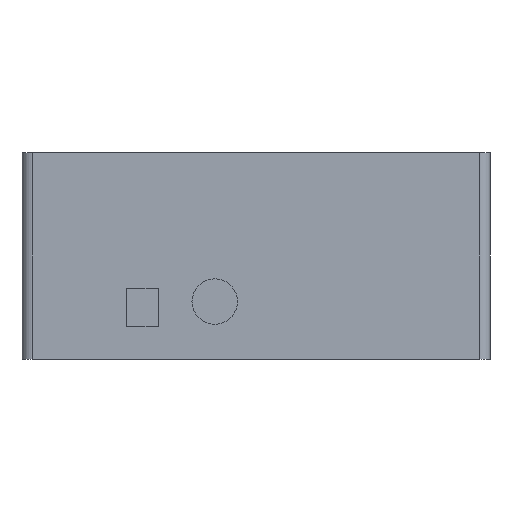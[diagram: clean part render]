
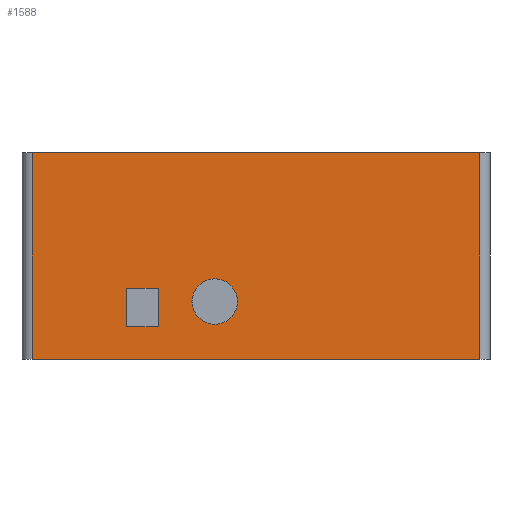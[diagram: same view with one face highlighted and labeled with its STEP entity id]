
A CAD part, front view. The second image highlights one B-rep face of the part: STEP entity #1588.
In plain terms, the highlighted planar face has unit normal (0, -1, 0).
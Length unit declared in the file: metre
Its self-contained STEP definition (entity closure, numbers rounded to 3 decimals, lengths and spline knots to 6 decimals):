
#61=CIRCLE('',#1741,0.0066);
#301=ORIENTED_EDGE('',*,*,#688,.F.);
#302=ORIENTED_EDGE('',*,*,#689,.T.);
#303=ORIENTED_EDGE('',*,*,#690,.T.);
#304=ORIENTED_EDGE('',*,*,#691,.F.);
#305=ORIENTED_EDGE('',*,*,#692,.F.);
#306=ORIENTED_EDGE('',*,*,#693,.F.);
#307=ORIENTED_EDGE('',*,*,#694,.F.);
#308=ORIENTED_EDGE('',*,*,#695,.T.);
#309=ORIENTED_EDGE('',*,*,#686,.T.);
#686=EDGE_CURVE('',#866,#865,#1018,.T.);
#688=EDGE_CURVE('',#867,#868,#1019,.T.);
#689=EDGE_CURVE('',#867,#869,#1020,.T.);
#690=EDGE_CURVE('',#869,#870,#1021,.T.);
#691=EDGE_CURVE('',#868,#870,#1022,.T.);
#692=EDGE_CURVE('',#871,#871,#61,.T.);
#693=EDGE_CURVE('',#872,#865,#1023,.T.);
#694=EDGE_CURVE('',#873,#872,#1024,.T.);
#695=EDGE_CURVE('',#873,#866,#1025,.T.);
#865=VERTEX_POINT('',#2599);
#866=VERTEX_POINT('',#2601);
#867=VERTEX_POINT('',#2605);
#868=VERTEX_POINT('',#2606);
#869=VERTEX_POINT('',#2608);
#870=VERTEX_POINT('',#2610);
#871=VERTEX_POINT('',#2613);
#872=VERTEX_POINT('',#2615);
#873=VERTEX_POINT('',#2617);
#1018=LINE('',#2600,#1126);
#1019=LINE('',#2604,#1127);
#1020=LINE('',#2607,#1128);
#1021=LINE('',#2609,#1129);
#1022=LINE('',#2611,#1130);
#1023=LINE('',#2614,#1131);
#1024=LINE('',#2616,#1132);
#1025=LINE('',#2618,#1133);
#1126=VECTOR('',#2073,1.);
#1127=VECTOR('',#2078,1.);
#1128=VECTOR('',#2079,1.);
#1129=VECTOR('',#2080,1.);
#1130=VECTOR('',#2081,1.);
#1131=VECTOR('',#2084,1.);
#1132=VECTOR('',#2085,1.);
#1133=VECTOR('',#2086,1.);
#1204=EDGE_LOOP('',(#301,#302,#303,#304));
#1205=EDGE_LOOP('',(#305));
#1206=EDGE_LOOP('',(#306,#307,#308,#309));
#1372=FACE_BOUND('',#1204,.T.);
#1373=FACE_BOUND('',#1205,.T.);
#1374=FACE_BOUND('',#1206,.T.);
#1521=PLANE('',#1740);
#1588=ADVANCED_FACE('',(#1372,#1373,#1374),#1521,.T.);
#1740=AXIS2_PLACEMENT_3D('',#2603,#2076,#2077);
#1741=AXIS2_PLACEMENT_3D('',#2612,#2082,#2083);
#2073=DIRECTION('',(0.,0.,-1.));
#2076=DIRECTION('',(0.,-1.,0.));
#2077=DIRECTION('',(1.,0.,0.));
#2078=DIRECTION('',(1.,0.,0.));
#2079=DIRECTION('',(0.,0.,1.));
#2080=DIRECTION('',(1.,0.,0.));
#2081=DIRECTION('',(0.,0.,1.));
#2082=DIRECTION('',(0.,-1.,0.));
#2083=DIRECTION('',(1.,0.,0.));
#2084=DIRECTION('',(-1.,0.,0.));
#2085=DIRECTION('',(0.,0.,-1.));
#2086=DIRECTION('',(-1.,0.,0.));
#2599=CARTESIAN_POINT('',(-0.065,-0.073,0.));
#2600=CARTESIAN_POINT('',(-0.065,-0.073,0.06));
#2601=CARTESIAN_POINT('',(-0.065,-0.073,0.06));
#2603=CARTESIAN_POINT('',(0.,-0.073,0.06));
#2604=CARTESIAN_POINT('',(-0.033,-0.073,0.0095));
#2605=CARTESIAN_POINT('',(-0.0376,-0.073,0.0095));
#2606=CARTESIAN_POINT('',(-0.0284,-0.073,0.0095));
#2607=CARTESIAN_POINT('',(-0.0376,-0.073,0.0151));
#2608=CARTESIAN_POINT('',(-0.0376,-0.073,0.0207));
#2609=CARTESIAN_POINT('',(-0.033,-0.073,0.0207));
#2610=CARTESIAN_POINT('',(-0.0284,-0.073,0.0207));
#2611=CARTESIAN_POINT('',(-0.0284,-0.073,0.0151));
#2612=CARTESIAN_POINT('',(-0.012,-0.073,0.01675));
#2613=CARTESIAN_POINT('',(-0.0054,-0.073,0.01675));
#2614=CARTESIAN_POINT('',(0.,-0.073,0.));
#2615=CARTESIAN_POINT('',(0.065,-0.073,0.));
#2616=CARTESIAN_POINT('',(0.065,-0.073,0.06));
#2617=CARTESIAN_POINT('',(0.065,-0.073,0.06));
#2618=CARTESIAN_POINT('',(0.,-0.073,0.06));
